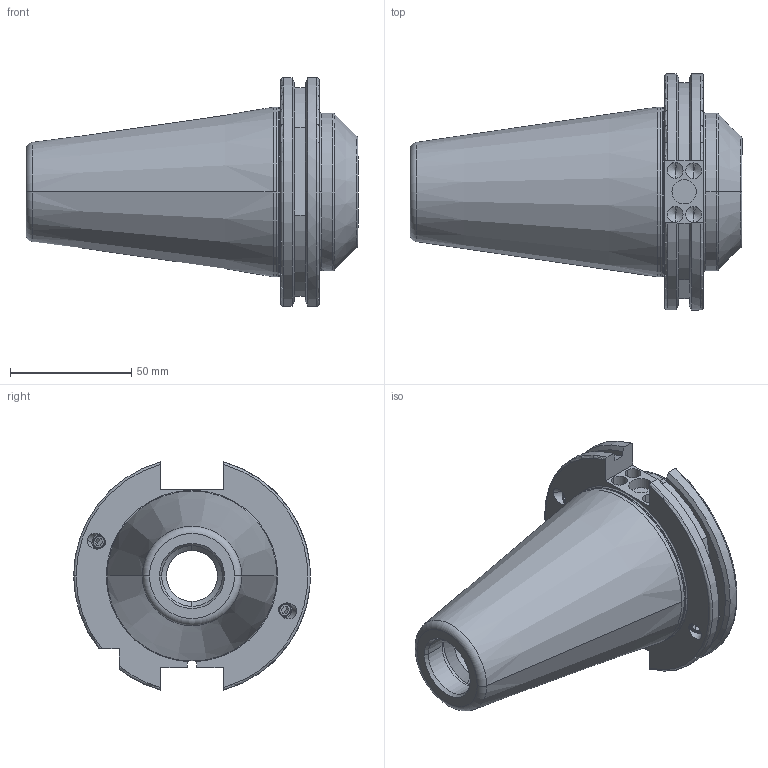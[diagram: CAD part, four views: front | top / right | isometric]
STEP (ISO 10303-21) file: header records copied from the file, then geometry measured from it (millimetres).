
FILE_DESCRIPTION (( 'STEP AP203' ), '1' );
FILE_NAME ('91506-WE725035.STEP', '2022-07-07T05:21:44', ( '' ), ( '' ), 'SwSTEP 2.0', 'SolidWorks 2018', '' );
FILE_SCHEMA (( 'CONFIG_CONTROL_DESIGN' ));
Length unit declared in the file: millimetre
Products named in the file (6): GS-M4X4_DIN 913 - M4 x 4-N; SK50EM25035FWW-R03; GS-M18X20X2-DIN1835-B; M6X6_DIN 913 - M6 x 6-N; SK50EM25035FWW-R01; 91506-WE725035
Assembly tree (7 placements, depth 3):
  91506-WE725035
    SK50EM25035FWW-R01
      SK50EM25035FWW-R03
      GS-M18X20X2-DIN1835-B
      GS-M4X4_DIN 913 - M4 x 4-N  x2
      M6X6_DIN 913 - M6 x 6-N  x2
Bounding box: 136.75 x 97.5 x 94.05 mm (x, y, z)
Volume: 340772 mm3; surface area: 53623.2 mm2
Topology: 6 solids, 6 shells, 277 faces, 706 edges, 442 vertices
Faces by surface type: cone 96, cylinder 83, plane 75, torus 23
Entity records: 7655 total; most frequent: CARTESIAN_POINT 1672, DIRECTION 1179, ORIENTED_EDGE 1092, EDGE_CURVE 546, AXIS2_PLACEMENT_3D 471, VERTEX_POINT 346, CIRCLE 245, EDGE_LOOP 238
